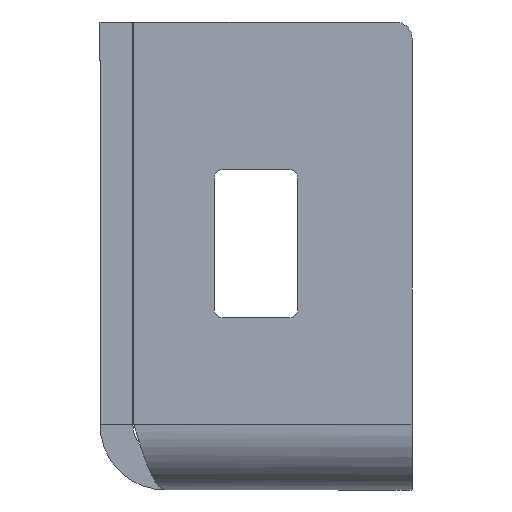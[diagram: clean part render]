
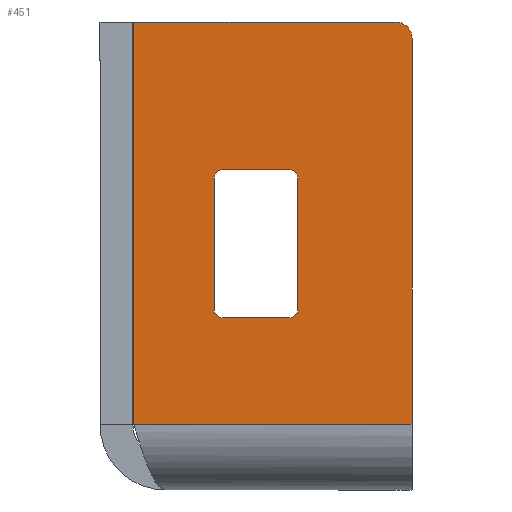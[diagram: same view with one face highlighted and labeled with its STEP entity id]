
A CAD part, front view. The second image highlights one B-rep face of the part: STEP entity #451.
In plain terms, the highlighted planar face has unit normal (0, -1, 0).
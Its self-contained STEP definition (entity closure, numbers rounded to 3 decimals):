
#35 = CARTESIAN_POINT ( 'NONE',  ( 19., 0., 28.5 ) ) ;
#41 = ORIENTED_EDGE ( 'NONE', *, *, #841, .T. ) ;
#65 = EDGE_CURVE ( 'NONE', #162, #1182, #358, .T. ) ;
#101 = DIRECTION ( 'NONE',  ( 0., 0., 1. ) ) ;
#110 = CIRCLE ( 'NONE', #1031, 2. ) ;
#127 = CARTESIAN_POINT ( 'NONE',  ( -14.9, 0., 28.5 ) ) ;
#149 = CARTESIAN_POINT ( 'NONE',  ( -4.1, 0., -6.5 ) ) ;
#155 = ORIENTED_EDGE ( 'NONE', *, *, #778, .F. ) ;
#158 = LINE ( 'NONE', #35, #1234 ) ;
#162 = VERTEX_POINT ( 'NONE', #1134 ) ;
#169 = AXIS2_PLACEMENT_3D ( 'NONE', #350, #1092, #101 ) ;
#186 = EDGE_CURVE ( 'NONE', #405, #162, #243, .T. ) ;
#200 = DIRECTION ( 'NONE',  ( 0., 0., 1. ) ) ;
#229 = CARTESIAN_POINT ( 'NONE',  ( -4.1, 0., -7.5 ) ) ;
#243 = LINE ( 'NONE', #1125, #1166 ) ;
#253 = EDGE_CURVE ( 'NONE', #1295, #1269, #708, .T. ) ;
#267 = DIRECTION ( 'NONE',  ( 0., 0., 1. ) ) ;
#281 = CARTESIAN_POINT ( 'NONE',  ( 19., 0., -20.5 ) ) ;
#288 = CARTESIAN_POINT ( 'NONE',  ( 19., 0., 26.5 ) ) ;
#290 = VECTOR ( 'NONE', #445, 1000. ) ;
#295 = CARTESIAN_POINT ( 'NONE',  ( 4.1, 0., -6.5 ) ) ;
#300 = DIRECTION ( 'NONE',  ( 0., 0., -1. ) ) ;
#304 = LINE ( 'NONE', #1557, #740 ) ;
#305 = CARTESIAN_POINT ( 'NONE',  ( 17., 0., 26.5 ) ) ;
#308 = EDGE_CURVE ( 'NONE', #452, #1038, #1245, .T. ) ;
#319 = DIRECTION ( 'NONE',  ( 0., 0., 1. ) ) ;
#328 = DIRECTION ( 'NONE',  ( 0., 0., -1. ) ) ;
#350 = CARTESIAN_POINT ( 'NONE',  ( -4.1, 0., 9.5 ) ) ;
#358 = LINE ( 'NONE', #718, #1434 ) ;
#363 = LINE ( 'NONE', #1147, #1413 ) ;
#382 = DIRECTION ( 'NONE',  ( 0., 0., -1. ) ) ;
#387 = DIRECTION ( 'NONE',  ( 0., 0., 1. ) ) ;
#401 = CARTESIAN_POINT ( 'NONE',  ( 0., 0., -7.5 ) ) ;
#405 = VERTEX_POINT ( 'NONE', #127 ) ;
#420 = EDGE_CURVE ( 'NONE', #479, #452, #363, .T. ) ;
#442 = ORIENTED_EDGE ( 'NONE', *, *, #186, .T. ) ;
#445 = DIRECTION ( 'NONE',  ( 1., 0., 0. ) ) ;
#451 = ADVANCED_FACE ( 'NONE', ( #902, #1133 ), #1522, .F. ) ;
#452 = VERTEX_POINT ( 'NONE', #1365 ) ;
#479 = VERTEX_POINT ( 'NONE', #1263 ) ;
#516 = ORIENTED_EDGE ( 'NONE', *, *, #253, .T. ) ;
#644 = CARTESIAN_POINT ( 'NONE',  ( -4.1, 0., 10.5 ) ) ;
#657 = CARTESIAN_POINT ( 'NONE',  ( 5.1, 0., 9.5 ) ) ;
#694 = EDGE_CURVE ( 'NONE', #1303, #957, #110, .T. ) ;
#708 = LINE ( 'NONE', #1592, #1448 ) ;
#718 = CARTESIAN_POINT ( 'NONE',  ( -19., 0., -20.5 ) ) ;
#724 = ORIENTED_EDGE ( 'NONE', *, *, #1417, .T. ) ;
#740 = VECTOR ( 'NONE', #1184, 1000. ) ;
#742 = ORIENTED_EDGE ( 'NONE', *, *, #308, .T. ) ;
#778 = EDGE_CURVE ( 'NONE', #405, #957, #304, .T. ) ;
#841 = EDGE_CURVE ( 'NONE', #1269, #1546, #869, .T. ) ;
#863 = AXIS2_PLACEMENT_3D ( 'NONE', #149, #1389, #1129 ) ;
#869 = CIRCLE ( 'NONE', #899, 1. ) ;
#899 = AXIS2_PLACEMENT_3D ( 'NONE', #295, #1437, #319 ) ;
#902 = FACE_BOUND ( 'NONE', #1611, .T. ) ;
#914 = VERTEX_POINT ( 'NONE', #229 ) ;
#957 = VERTEX_POINT ( 'NONE', #1478 ) ;
#980 = CARTESIAN_POINT ( 'NONE',  ( 4.1, 0., 10.5 ) ) ;
#988 = DIRECTION ( 'NONE',  ( 0., 1., 0. ) ) ;
#998 = DIRECTION ( 'NONE',  ( 0., 0., 1. ) ) ;
#1001 = ORIENTED_EDGE ( 'NONE', *, *, #65, .T. ) ;
#1011 = DIRECTION ( 'NONE',  ( 0., 1., 0. ) ) ;
#1024 = VECTOR ( 'NONE', #1302, 1000. ) ;
#1031 = AXIS2_PLACEMENT_3D ( 'NONE', #305, #1433, #200 ) ;
#1038 = VERTEX_POINT ( 'NONE', #644 ) ;
#1092 = DIRECTION ( 'NONE',  ( 0., 1., 0. ) ) ;
#1095 = CARTESIAN_POINT ( 'NONE',  ( 0., 0., 10.5 ) ) ;
#1123 = ORIENTED_EDGE ( 'NONE', *, *, #420, .T. ) ;
#1125 = CARTESIAN_POINT ( 'NONE',  ( -14.9, 0., 0. ) ) ;
#1129 = DIRECTION ( 'NONE',  ( 0., 0., 1. ) ) ;
#1133 = FACE_OUTER_BOUND ( 'NONE', #1167, .T. ) ;
#1134 = CARTESIAN_POINT ( 'NONE',  ( -14.9, 0., -20.5 ) ) ;
#1147 = CARTESIAN_POINT ( 'NONE',  ( -5.1, 0., 0. ) ) ;
#1153 = EDGE_CURVE ( 'NONE', #1546, #914, #1529, .T. ) ;
#1154 = CIRCLE ( 'NONE', #1284, 1. ) ;
#1166 = VECTOR ( 'NONE', #382, 1000. ) ;
#1167 = EDGE_LOOP ( 'NONE', ( #155, #442, #1001, #1568, #1393 ) ) ;
#1178 = EDGE_CURVE ( 'NONE', #1303, #1182, #158, .T. ) ;
#1181 = ORIENTED_EDGE ( 'NONE', *, *, #1590, .T. ) ;
#1182 = VERTEX_POINT ( 'NONE', #281 ) ;
#1184 = DIRECTION ( 'NONE',  ( 1., 0., 0. ) ) ;
#1189 = CARTESIAN_POINT ( 'NONE',  ( 5.1, 0., -6.5 ) ) ;
#1223 = DIRECTION ( 'NONE',  ( 1., 0., 0. ) ) ;
#1234 = VECTOR ( 'NONE', #300, 1000. ) ;
#1238 = ORIENTED_EDGE ( 'NONE', *, *, #1583, .T. ) ;
#1245 = CIRCLE ( 'NONE', #169, 1. ) ;
#1257 = CARTESIAN_POINT ( 'NONE',  ( 4.1, 0., -7.5 ) ) ;
#1263 = CARTESIAN_POINT ( 'NONE',  ( -5.1, 0., -6.5 ) ) ;
#1269 = VERTEX_POINT ( 'NONE', #1189 ) ;
#1284 = AXIS2_PLACEMENT_3D ( 'NONE', #1405, #1011, #267 ) ;
#1295 = VERTEX_POINT ( 'NONE', #657 ) ;
#1302 = DIRECTION ( 'NONE',  ( -1., 0., 0. ) ) ;
#1303 = VERTEX_POINT ( 'NONE', #288 ) ;
#1317 = ORIENTED_EDGE ( 'NONE', *, *, #1153, .T. ) ;
#1336 = LINE ( 'NONE', #1095, #290 ) ;
#1365 = CARTESIAN_POINT ( 'NONE',  ( -5.1, 0., 9.5 ) ) ;
#1385 = CARTESIAN_POINT ( 'NONE',  ( 0., 0., 0. ) ) ;
#1389 = DIRECTION ( 'NONE',  ( 0., 1., 0. ) ) ;
#1393 = ORIENTED_EDGE ( 'NONE', *, *, #694, .T. ) ;
#1405 = CARTESIAN_POINT ( 'NONE',  ( 4.1, 0., 9.5 ) ) ;
#1413 = VECTOR ( 'NONE', #387, 1000. ) ;
#1417 = EDGE_CURVE ( 'NONE', #1038, #1489, #1336, .T. ) ;
#1419 = CIRCLE ( 'NONE', #863, 1. ) ;
#1433 = DIRECTION ( 'NONE',  ( 0., -1., 0. ) ) ;
#1434 = VECTOR ( 'NONE', #1223, 1000. ) ;
#1437 = DIRECTION ( 'NONE',  ( 0., 1., 0. ) ) ;
#1448 = VECTOR ( 'NONE', #328, 1000. ) ;
#1478 = CARTESIAN_POINT ( 'NONE',  ( 17., 0., 28.5 ) ) ;
#1489 = VERTEX_POINT ( 'NONE', #980 ) ;
#1522 = PLANE ( 'NONE',  #1621 ) ;
#1529 = LINE ( 'NONE', #401, #1024 ) ;
#1546 = VERTEX_POINT ( 'NONE', #1257 ) ;
#1557 = CARTESIAN_POINT ( 'NONE',  ( 19., 0., 28.5 ) ) ;
#1568 = ORIENTED_EDGE ( 'NONE', *, *, #1178, .F. ) ;
#1583 = EDGE_CURVE ( 'NONE', #914, #479, #1419, .T. ) ;
#1590 = EDGE_CURVE ( 'NONE', #1489, #1295, #1154, .T. ) ;
#1592 = CARTESIAN_POINT ( 'NONE',  ( 5.1, 0., 0. ) ) ;
#1611 = EDGE_LOOP ( 'NONE', ( #724, #1181, #516, #41, #1317, #1238, #1123, #742 ) ) ;
#1621 = AXIS2_PLACEMENT_3D ( 'NONE', #1385, #988, #998 ) ;
